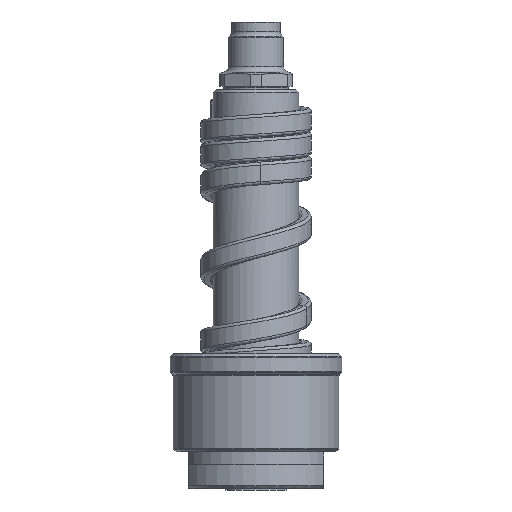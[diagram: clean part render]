
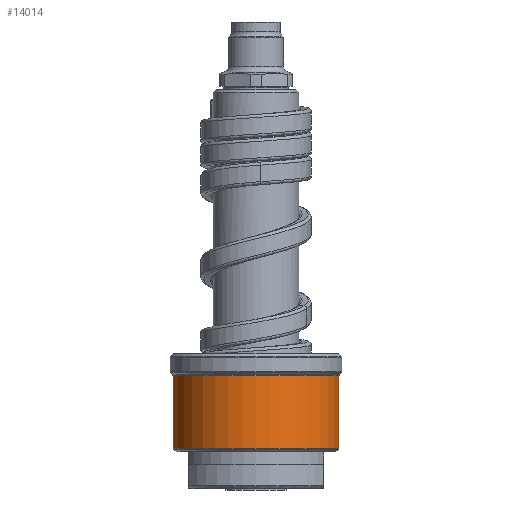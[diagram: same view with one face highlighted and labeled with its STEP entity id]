
A CAD part, front view. The second image highlights one B-rep face of the part: STEP entity #14014.
In plain terms, the highlighted cylindrical face has radius 13.5 mm (diameter 27 mm), a partial arc.
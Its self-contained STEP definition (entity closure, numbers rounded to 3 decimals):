
#4482=CARTESIAN_POINT('',(0.,0.,6.582));
#4483=DIRECTION('',(0.,0.,1.));
#4484=DIRECTION('',(-1.,0.,0.));
#4485=AXIS2_PLACEMENT_3D('',#4482,#4483,#4484);
#4487=DIRECTION('',(0.,0.,-1.));
#4488=VECTOR('',#4487,11.835);
#4489=CARTESIAN_POINT('',(-13.5,0.,18.417));
#4490=LINE('',#4489,#4488);
#4491=CARTESIAN_POINT('',(0.,0.,18.417));
#4492=DIRECTION('',(0.,0.,1.));
#4493=DIRECTION('',(-1.,0.,0.));
#4494=AXIS2_PLACEMENT_3D('',#4491,#4492,#4493);
#4496=DIRECTION('',(0.,0.,-1.));
#4497=VECTOR('',#4496,11.835);
#4498=CARTESIAN_POINT('',(13.5,0.,18.417));
#4499=LINE('',#4498,#4497);
#6397=CARTESIAN_POINT('',(13.5,0.,18.417));
#6398=CARTESIAN_POINT('',(-13.5,0.,18.417));
#6399=VERTEX_POINT('',#6397);
#6400=VERTEX_POINT('',#6398);
#6423=CARTESIAN_POINT('',(13.5,0.,6.582));
#6424=VERTEX_POINT('',#6423);
#6425=CARTESIAN_POINT('',(-13.5,0.,6.582));
#6426=VERTEX_POINT('',#6425);
#14002=CARTESIAN_POINT('',(0.,0.,5.2));
#14003=DIRECTION('',(0.,0.,1.));
#14004=DIRECTION('',(-1.,0.,0.));
#14005=AXIS2_PLACEMENT_3D('',#14002,#14003,#14004);
#14006=CYLINDRICAL_SURFACE('',#14005,13.5);
#14007=ORIENTED_EDGE('',*,*,#13959,.F.);
#14008=ORIENTED_EDGE('',*,*,#13993,.F.);
#14010=ORIENTED_EDGE('',*,*,#14009,.T.);
#14011=ORIENTED_EDGE('',*,*,#13989,.T.);
#14012=EDGE_LOOP('',(#14007,#14008,#14010,#14011));
#14013=FACE_OUTER_BOUND('',#14012,.F.);
#4486=CIRCLE('',#4485,13.5);
#4495=CIRCLE('',#4494,13.5);
#13959=EDGE_CURVE('',#6426,#6424,#4486,.T.);
#13989=EDGE_CURVE('',#6399,#6424,#4499,.T.);
#13993=EDGE_CURVE('',#6400,#6426,#4490,.T.);
#14009=EDGE_CURVE('',#6400,#6399,#4495,.T.);
#14014=ADVANCED_FACE('',(#14013),#14006,.T.);
